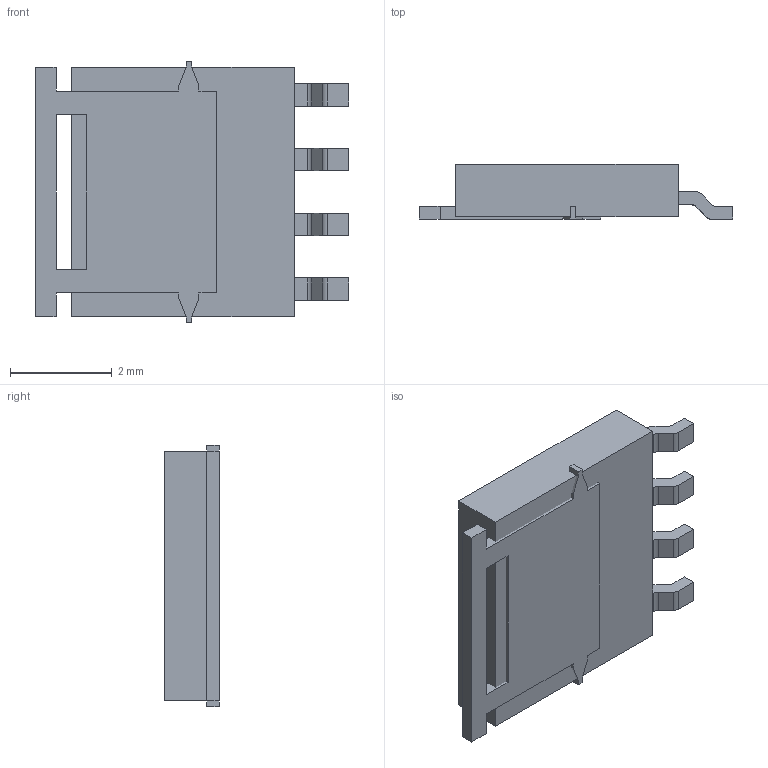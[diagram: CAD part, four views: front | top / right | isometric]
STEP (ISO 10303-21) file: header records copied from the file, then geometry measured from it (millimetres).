
FILE_DESCRIPTION(/* description */ (''),/* implementation_level */ '2;1');
FILE_NAME(/* name */ 'PowerPAK_SO-8L_SINGLE.step',/* time_stamp */ '2020-12-26T15:57:43+02:00',/* author */ (''),/* organization */ (''),/* preprocessor_version */ 'ST-DEVELOPER v18.1',/* originating_system */ 'Autodesk Translation Framework v9.3.0.1241',/* authorisation */ '');
FILE_SCHEMA (('AUTOMOTIVE_DESIGN { 1 0 10303 214 3 1 1 }'));
Length unit declared in the file: millimetre
Products named in the file (4): (Unsaved); Part_PowerPAK_SO-8L___ _________; Assy_leg_PowerPAK_SO-8L___ _________; leg_PowerPAK_SO-8L___ _________
Assembly tree (8 placements, depth 3):
  (Unsaved)
    Part_PowerPAK_SO-8L___ _________
    Assy_leg_PowerPAK_SO-8L___ _________
      leg_PowerPAK_SO-8L___ _________  x6
Bounding box: 6.15 x 1.07 x 5.12 mm (x, y, z)
Volume: 25.9 mm3; surface area: 106 mm2
Topology: 9 solids, 9 shells, 125 faces, 318 edges, 212 vertices
Faces by surface type: plane 99, cylinder 26
Full cylindrical faces by diameter (mm): 0.6 x2
Entity records: 1854 total; most frequent: CARTESIAN_POINT 297, DIRECTION 284, ORIENTED_EDGE 276, EDGE_CURVE 138, LINE 126, VECTOR 126, VERTEX_POINT 92, AXIS2_PLACEMENT_3D 79
